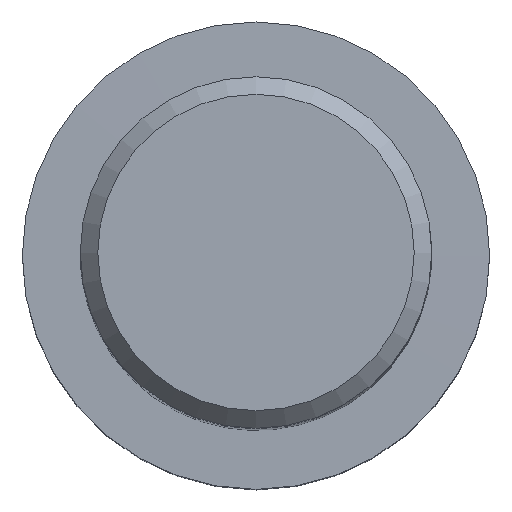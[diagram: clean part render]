
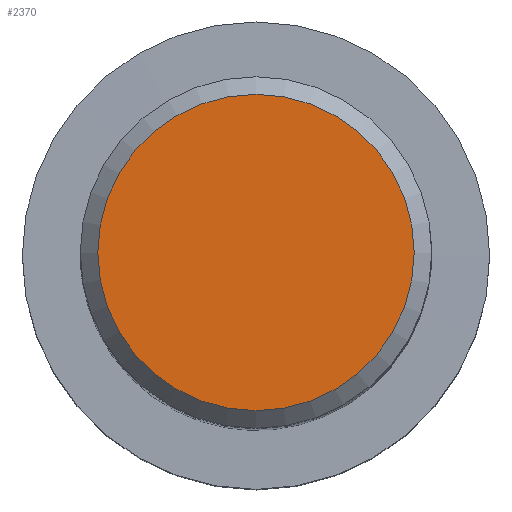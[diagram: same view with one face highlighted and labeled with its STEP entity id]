
A CAD part, top view. The second image highlights one B-rep face of the part: STEP entity #2370.
In plain terms, the highlighted free-form (B-spline) face has degree [1, 1] with [2, 2] control points.
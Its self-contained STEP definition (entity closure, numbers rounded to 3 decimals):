
#1900 = CARTESIAN_POINT ('', (-11.25, 0., 0.));
#1910 = VERTEX_POINT ('', #1900);
#1980 = CARTESIAN_POINT ('', (0., 0., 0.));
#1990 = DIRECTION ('', (0., 0., -1.));
#2000 = DIRECTION ('', (-1., 0., 0.));
#2010 = AXIS2_PLACEMENT_3D ('', #1980, #1990, #2000);
#2020 = CIRCLE ('', #2010, 11.25);
#2030 = EDGE_CURVE ('', #1910, #1910, #2020, .T.);
#2290 = ORIENTED_EDGE ('', *, *, #2030, .F.);
#2300 = EDGE_LOOP ('', (#2290));
#2310 = FACE_OUTER_BOUND ('', #2300, .T.);
#2320 = CARTESIAN_POINT ('', (11.25, -11.25, 0.));
#2330 = CARTESIAN_POINT ('', (-11.25, -11.25, 0.));
#2340 = CARTESIAN_POINT ('', (11.25, 11.25, 0.));
#2350 = CARTESIAN_POINT ('', (-11.25, 11.25, 0.));
#2360 = B_SPLINE_SURFACE_WITH_KNOTS ('', 1, 1, ((#2320, #2330), (#2340, #2350)), .UNSPECIFIED., .F., .F., .U., (2, 2), (2, 2), (0.045, 0.955), (0.045, 0.955), .UNSPECIFIED.);
#2370 = ADVANCED_FACE ('', (#2310), #2360, .T.);
